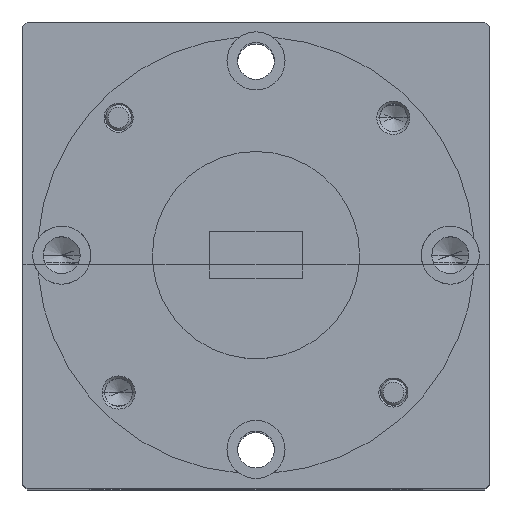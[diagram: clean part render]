
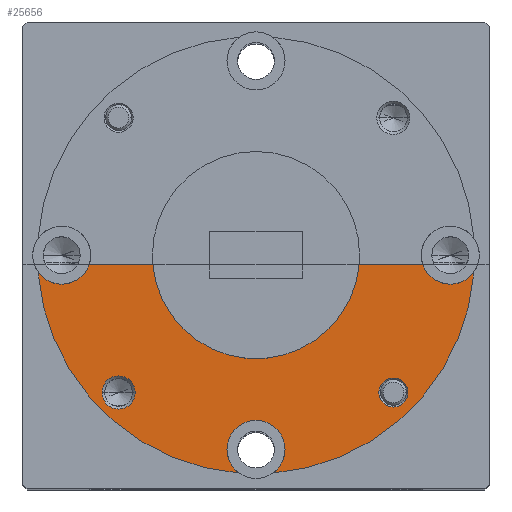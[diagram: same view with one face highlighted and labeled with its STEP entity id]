
A CAD part, top view. The second image highlights one B-rep face of the part: STEP entity #25656.
In plain terms, the highlighted planar face has unit normal (0, 0, 1).
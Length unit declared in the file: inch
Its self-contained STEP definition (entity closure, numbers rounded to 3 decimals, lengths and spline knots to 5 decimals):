
#54 = DIRECTION ( 'NONE',  ( -1., 0., 0. ) ) ;
#145 = CARTESIAN_POINT ( 'NONE',  ( 0.40271, 0., 1.18 ) ) ;
#223 = EDGE_CURVE ( 'NONE', #23660, #7728, #30318, .T. ) ;
#868 = CARTESIAN_POINT ( 'NONE',  ( -0.52595, -0.01714, 1.18 ) ) ;
#925 = EDGE_CURVE ( 'NONE', #1213, #10973, #17653, .T. ) ;
#1213 = VERTEX_POINT ( 'NONE', #25693 ) ;
#1238 = ORIENTED_EDGE ( 'NONE', *, *, #19882, .F. ) ;
#1370 = DIRECTION ( 'NONE',  ( 0., 0., 1. ) ) ;
#1413 = CIRCLE ( 'NONE', #20572, 0.04 ) ;
#1911 = AXIS2_PLACEMENT_3D ( 'NONE', #18338, #23175, #18923 ) ;
#2098 = ORIENTED_EDGE ( 'NONE', *, *, #10024, .T. ) ;
#2237 = VERTEX_POINT ( 'NONE', #868 ) ;
#2341 = CIRCLE ( 'NONE', #7686, 0.07 ) ;
#2347 = EDGE_CURVE ( 'NONE', #2237, #25724, #19420, .T. ) ;
#2862 = FACE_BOUND ( 'NONE', #13142, .T. ) ;
#2910 = CARTESIAN_POINT ( 'NONE',  ( 0.33146, -0.30826, 1.18 ) ) ;
#2951 = AXIS2_PLACEMENT_3D ( 'NONE', #7945, #1370, #24370 ) ;
#2979 = ORIENTED_EDGE ( 'NONE', *, *, #27126, .F. ) ;
#3071 = VERTEX_POINT ( 'NONE', #26191 ) ;
#3086 = DIRECTION ( 'NONE',  ( 0., 0., 1. ) ) ;
#3750 = DIRECTION ( 'NONE',  ( 1., 0., 0. ) ) ;
#4020 = VERTEX_POINT ( 'NONE', #22325 ) ;
#4088 = DIRECTION ( 'NONE',  ( 1., 0., 0. ) ) ;
#4335 = AXIS2_PLACEMENT_3D ( 'NONE', #5706, #29374, #24423 ) ;
#4477 = CARTESIAN_POINT ( 'NONE',  ( 0.07, -0.44555, 1.18 ) ) ;
#4621 = CARTESIAN_POINT ( 'NONE',  ( 0.29646, -0.30826, 1.18 ) ) ;
#5408 = CARTESIAN_POINT ( 'NONE',  ( -0.24892, 0., 1.18 ) ) ;
#5667 = EDGE_CURVE ( 'NONE', #2237, #14084, #16891, .T. ) ;
#5706 = CARTESIAN_POINT ( 'NONE',  ( 0.33146, -0.30826, 1.18 ) ) ;
#6159 = VERTEX_POINT ( 'NONE', #4621 ) ;
#6619 = ORIENTED_EDGE ( 'NONE', *, *, #7306, .F. ) ;
#7126 = FACE_BOUND ( 'NONE', #23835, .T. ) ;
#7306 = EDGE_CURVE ( 'NONE', #6159, #10718, #15581, .T. ) ;
#7603 = AXIS2_PLACEMENT_3D ( 'NONE', #24004, #28807, #7721 ) ;
#7686 = AXIS2_PLACEMENT_3D ( 'NONE', #12752, #24853, #15648 ) ;
#7721 = DIRECTION ( 'NONE',  ( 1., 0., 0. ) ) ;
#7728 = VERTEX_POINT ( 'NONE', #15462 ) ;
#7945 = CARTESIAN_POINT ( 'NONE',  ( 0.46875, 0.0232, 1.18 ) ) ;
#8213 = DIRECTION ( 'NONE',  ( 0., 0., 1. ) ) ;
#8322 = AXIS2_PLACEMENT_3D ( 'NONE', #2910, #3086, #19463 ) ;
#8942 = EDGE_CURVE ( 'NONE', #22597, #21790, #20713, .T. ) ;
#9189 = DIRECTION ( 'NONE',  ( 1., 0., 0. ) ) ;
#9250 = CIRCLE ( 'NONE', #1911, 0.25 ) ;
#9400 = CARTESIAN_POINT ( 'NONE',  ( 0., 0.0232, 1.18 ) ) ;
#9419 = ORIENTED_EDGE ( 'NONE', *, *, #925, .F. ) ;
#9424 = VECTOR ( 'NONE', #54, 39.37008 ) ;
#9481 = AXIS2_PLACEMENT_3D ( 'NONE', #9400, #16639, #25846 ) ;
#9549 = ORIENTED_EDGE ( 'NONE', *, *, #10806, .F. ) ;
#10024 = EDGE_CURVE ( 'NONE', #30430, #25724, #17413, .T. ) ;
#10191 = EDGE_CURVE ( 'NONE', #30430, #7728, #9250, .T. ) ;
#10294 = EDGE_CURVE ( 'NONE', #23660, #4020, #22039, .T. ) ;
#10301 = ORIENTED_EDGE ( 'NONE', *, *, #5667, .T. ) ;
#10637 = CARTESIAN_POINT ( 'NONE',  ( 0., 0.0232, 1.18 ) ) ;
#10669 = CARTESIAN_POINT ( 'NONE',  ( -0.04034, -0.50276, 1.18 ) ) ;
#10718 = VERTEX_POINT ( 'NONE', #11863 ) ;
#10806 = EDGE_CURVE ( 'NONE', #10973, #1213, #1413, .T. ) ;
#10960 = DIRECTION ( 'NONE',  ( 0., 0., 1. ) ) ;
#10973 = VERTEX_POINT ( 'NONE', #17727 ) ;
#11494 = CIRCLE ( 'NONE', #22762, 0.5275 ) ;
#11863 = CARTESIAN_POINT ( 'NONE',  ( 0.36646, -0.30826, 1.18 ) ) ;
#12470 = EDGE_CURVE ( 'NONE', #3071, #14084, #2341, .T. ) ;
#12752 = CARTESIAN_POINT ( 'NONE',  ( 0., -0.44555, 1.18 ) ) ;
#12931 = DIRECTION ( 'NONE',  ( 0., 0., 1. ) ) ;
#13142 = EDGE_LOOP ( 'NONE', ( #9419, #9549 ) ) ;
#13288 = DIRECTION ( 'NONE',  ( 1., 0., 0. ) ) ;
#13836 = AXIS2_PLACEMENT_3D ( 'NONE', #20348, #25090, #4088 ) ;
#13985 = DIRECTION ( 'NONE',  ( 0., 0., 1. ) ) ;
#14084 = VERTEX_POINT ( 'NONE', #10669 ) ;
#15404 = ORIENTED_EDGE ( 'NONE', *, *, #12470, .F. ) ;
#15462 = CARTESIAN_POINT ( 'NONE',  ( 0.24892, 0., 1.18 ) ) ;
#15581 = CIRCLE ( 'NONE', #4335, 0.035 ) ;
#15648 = DIRECTION ( 'NONE',  ( 1., 0., 0. ) ) ;
#16031 = CARTESIAN_POINT ( 'NONE',  ( -0.5625, 0., 1.18 ) ) ;
#16639 = DIRECTION ( 'NONE',  ( 0., 0., 1. ) ) ;
#16844 = PLANE ( 'NONE',  #24910 ) ;
#16891 = CIRCLE ( 'NONE', #9481, 0.5275 ) ;
#17413 = LINE ( 'NONE', #19536, #23941 ) ;
#17647 = DIRECTION ( 'NONE',  ( 1., 0., 0. ) ) ;
#17653 = CIRCLE ( 'NONE', #20194, 0.04 ) ;
#17727 = CARTESIAN_POINT ( 'NONE',  ( -0.37146, -0.30826, 1.18 ) ) ;
#17852 = ORIENTED_EDGE ( 'NONE', *, *, #29498, .T. ) ;
#18338 = CARTESIAN_POINT ( 'NONE',  ( 0., 0.0232, 1.18 ) ) ;
#18923 = DIRECTION ( 'NONE',  ( 1., 0., 0. ) ) ;
#19212 = CARTESIAN_POINT ( 'NONE',  ( 0., -0.44555, 1.18 ) ) ;
#19420 = CIRCLE ( 'NONE', #7603, 0.07 ) ;
#19463 = DIRECTION ( 'NONE',  ( 1., 0., 0. ) ) ;
#19536 = CARTESIAN_POINT ( 'NONE',  ( -0.5625, 0., 1.18 ) ) ;
#19612 = AXIS2_PLACEMENT_3D ( 'NONE', #19212, #13985, #9189 ) ;
#19859 = DIRECTION ( 'NONE',  ( 1., 0., 0. ) ) ;
#19882 = EDGE_CURVE ( 'NONE', #10718, #6159, #21128, .T. ) ;
#20127 = CIRCLE ( 'NONE', #19612, 0.07 ) ;
#20194 = AXIS2_PLACEMENT_3D ( 'NONE', #28850, #8213, #17647 ) ;
#20348 = CARTESIAN_POINT ( 'NONE',  ( 0., -0.44555, 1.18 ) ) ;
#20572 = AXIS2_PLACEMENT_3D ( 'NONE', #28767, #26739, #19859 ) ;
#20713 = CIRCLE ( 'NONE', #13836, 0.07 ) ;
#21128 = CIRCLE ( 'NONE', #8322, 0.035 ) ;
#21790 = VERTEX_POINT ( 'NONE', #4477 ) ;
#22039 = CIRCLE ( 'NONE', #2951, 0.07 ) ;
#22325 = CARTESIAN_POINT ( 'NONE',  ( 0.52595, -0.01714, 1.18 ) ) ;
#22597 = VERTEX_POINT ( 'NONE', #30143 ) ;
#22631 = ORIENTED_EDGE ( 'NONE', *, *, #2347, .F. ) ;
#22762 = AXIS2_PLACEMENT_3D ( 'NONE', #24729, #12931, #3750 ) ;
#22866 = ORIENTED_EDGE ( 'NONE', *, *, #8942, .F. ) ;
#22930 = EDGE_LOOP ( 'NONE', ( #22631, #10301, #15404, #2979, #22866, #17852, #27794, #27649, #23690, #2098 ) ) ;
#23175 = DIRECTION ( 'NONE',  ( 0., 0., 1. ) ) ;
#23660 = VERTEX_POINT ( 'NONE', #145 ) ;
#23690 = ORIENTED_EDGE ( 'NONE', *, *, #10191, .F. ) ;
#23835 = EDGE_LOOP ( 'NONE', ( #1238, #6619 ) ) ;
#23941 = VECTOR ( 'NONE', #28914, 39.37008 ) ;
#24004 = CARTESIAN_POINT ( 'NONE',  ( -0.46875, 0.0232, 1.18 ) ) ;
#24370 = DIRECTION ( 'NONE',  ( 1., 0., 0. ) ) ;
#24423 = DIRECTION ( 'NONE',  ( 1., 0., 0. ) ) ;
#24729 = CARTESIAN_POINT ( 'NONE',  ( 0., 0.0232, 1.18 ) ) ;
#24853 = DIRECTION ( 'NONE',  ( 0., 0., 1. ) ) ;
#24910 = AXIS2_PLACEMENT_3D ( 'NONE', #10637, #10960, #13288 ) ;
#25090 = DIRECTION ( 'NONE',  ( 0., 0., 1. ) ) ;
#25656 = ADVANCED_FACE ( 'NONE', ( #2862, #7126, #25885 ), #16844, .T. ) ;
#25693 = CARTESIAN_POINT ( 'NONE',  ( -0.29146, -0.30826, 1.18 ) ) ;
#25724 = VERTEX_POINT ( 'NONE', #28009 ) ;
#25846 = DIRECTION ( 'NONE',  ( 1., 0., 0. ) ) ;
#25885 = FACE_OUTER_BOUND ( 'NONE', #22930, .T. ) ;
#26191 = CARTESIAN_POINT ( 'NONE',  ( -0.07, -0.44555, 1.18 ) ) ;
#26739 = DIRECTION ( 'NONE',  ( 0., 0., 1. ) ) ;
#27126 = EDGE_CURVE ( 'NONE', #21790, #3071, #20127, .T. ) ;
#27649 = ORIENTED_EDGE ( 'NONE', *, *, #223, .T. ) ;
#27794 = ORIENTED_EDGE ( 'NONE', *, *, #10294, .F. ) ;
#28009 = CARTESIAN_POINT ( 'NONE',  ( -0.40271, 0., 1.18 ) ) ;
#28767 = CARTESIAN_POINT ( 'NONE',  ( -0.33146, -0.30826, 1.18 ) ) ;
#28807 = DIRECTION ( 'NONE',  ( 0., 0., 1. ) ) ;
#28850 = CARTESIAN_POINT ( 'NONE',  ( -0.33146, -0.30826, 1.18 ) ) ;
#28914 = DIRECTION ( 'NONE',  ( -1., 0., 0. ) ) ;
#29374 = DIRECTION ( 'NONE',  ( 0., 0., 1. ) ) ;
#29498 = EDGE_CURVE ( 'NONE', #22597, #4020, #11494, .T. ) ;
#30143 = CARTESIAN_POINT ( 'NONE',  ( 0.04034, -0.50276, 1.18 ) ) ;
#30318 = LINE ( 'NONE', #16031, #9424 ) ;
#30430 = VERTEX_POINT ( 'NONE', #5408 ) ;
